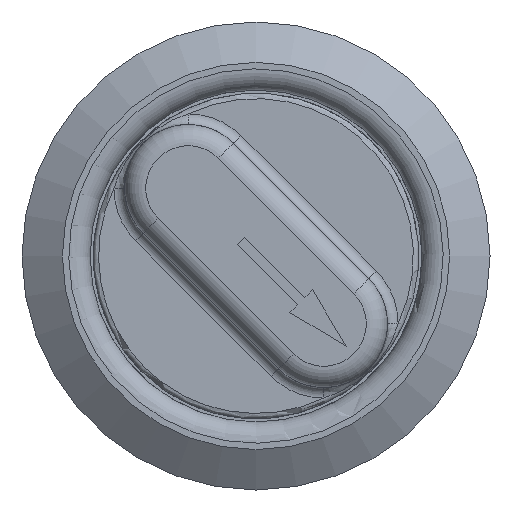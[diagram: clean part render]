
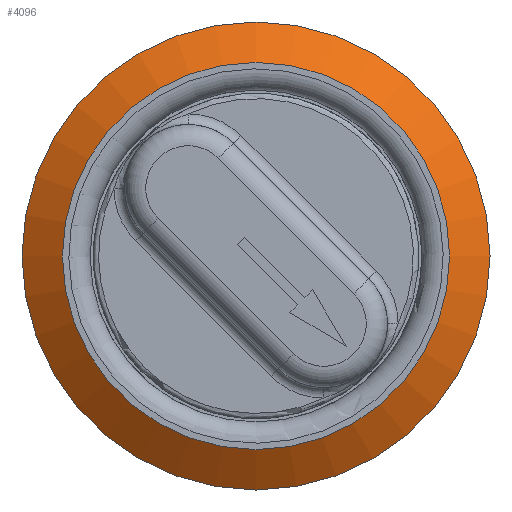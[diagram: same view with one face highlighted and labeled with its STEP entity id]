
A CAD part, left-side view. The second image highlights one B-rep face of the part: STEP entity #4096.
In plain terms, the highlighted conical face has half-angle 55.62 degrees and reference radius 10.05 mm.
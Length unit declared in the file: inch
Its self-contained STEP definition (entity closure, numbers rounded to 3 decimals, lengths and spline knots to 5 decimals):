
#16=CONICAL_SURFACE('',#4396,0.39567,0.971);
#178=CIRCLE('',#4380,0.35827);
#185=CIRCLE('',#4397,0.43307);
#186=CIRCLE('',#4398,0.43307);
#374=FACE_OUTER_BOUND('',#610,.T.);
#610=EDGE_LOOP('',(#2858,#2859,#2860,#2861,#2862));
#857=LINE('',#6028,#1272);
#1272=VECTOR('',#4853,0.39567);
#1708=VERTEX_POINT('',#5999);
#1714=VERTEX_POINT('',#6027);
#1715=VERTEX_POINT('',#6029);
#2143=EDGE_CURVE('',#1708,#1708,#178,.T.);
#2155=EDGE_CURVE('',#1708,#1714,#857,.T.);
#2156=EDGE_CURVE('',#1715,#1714,#185,.T.);
#2157=EDGE_CURVE('',#1714,#1715,#186,.T.);
#2858=ORIENTED_EDGE('',*,*,#2143,.F.);
#2859=ORIENTED_EDGE('',*,*,#2155,.T.);
#2860=ORIENTED_EDGE('',*,*,#2156,.F.);
#2861=ORIENTED_EDGE('',*,*,#2157,.F.);
#2862=ORIENTED_EDGE('',*,*,#2155,.F.);
#4096=ADVANCED_FACE('',(#374),#16,.T.);
#4380=AXIS2_PLACEMENT_3D('',#6000,#4814,#4815);
#4396=AXIS2_PLACEMENT_3D('',#6026,#4851,#4852);
#4397=AXIS2_PLACEMENT_3D('',#6030,#4854,#4855);
#4398=AXIS2_PLACEMENT_3D('',#6031,#4856,#4857);
#4814=DIRECTION('center_axis',(-1.,0.,0.));
#4815=DIRECTION('ref_axis',(0.,0.,1.));
#4851=DIRECTION('center_axis',(1.,0.,0.));
#4852=DIRECTION('ref_axis',(0.,0.,1.));
#4853=DIRECTION('',(0.565,0.,-0.825));
#4854=DIRECTION('center_axis',(1.,0.,0.));
#4855=DIRECTION('ref_axis',(0.,-1.,0.));
#4856=DIRECTION('center_axis',(1.,0.,0.));
#4857=DIRECTION('ref_axis',(0.,-1.,0.));
#5999=CARTESIAN_POINT('',(-0.07874,0.,-0.35827));
#6000=CARTESIAN_POINT('Origin',(-0.07874,0.,0.));
#6026=CARTESIAN_POINT('Origin',(-0.05315,0.,0.));
#6027=CARTESIAN_POINT('',(-0.02756,0.,-0.43307));
#6028=CARTESIAN_POINT('',(-0.05315,0.,-0.39567));
#6029=CARTESIAN_POINT('',(-0.02756,0.43307,0.));
#6030=CARTESIAN_POINT('Origin',(-0.02756,0.,0.));
#6031=CARTESIAN_POINT('Origin',(-0.02756,0.,0.));
